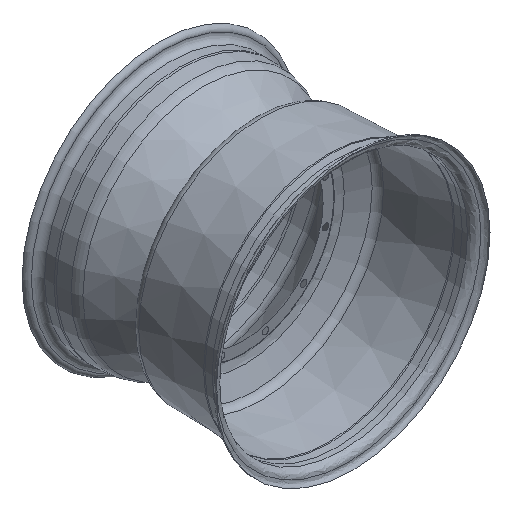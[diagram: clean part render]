
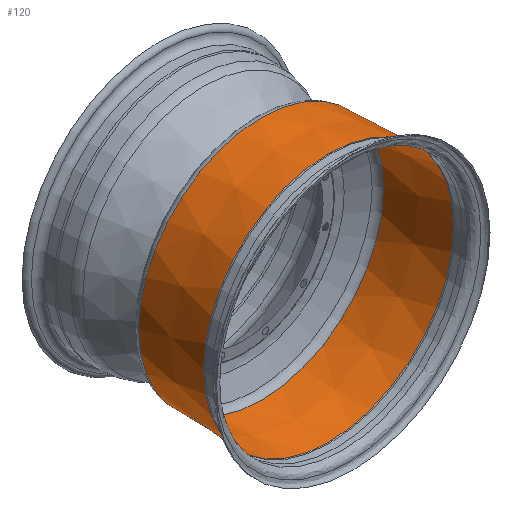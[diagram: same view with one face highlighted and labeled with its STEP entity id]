
A CAD part, isometric view. The second image highlights one B-rep face of the part: STEP entity #120.
In plain terms, the highlighted conical face has half-angle 2.2 degrees and reference radius 126.277 mm.
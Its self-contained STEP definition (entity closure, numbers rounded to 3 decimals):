
#47 = ORIENTED_EDGE ( 'NONE', *, *, #610, .T. ) ;
#50 = DIRECTION ( 'NONE',  ( 0., 0., -1. ) ) ;
#54 = AXIS2_PLACEMENT_3D ( 'NONE', #141, #244, #147 ) ;
#66 = CIRCLE ( 'NONE', #317, 126.277 ) ;
#120 = ADVANCED_FACE ( 'NONE', ( #606, #551 ), #498, .T. ) ;
#127 = EDGE_LOOP ( 'NONE', ( #518 ) ) ;
#141 = CARTESIAN_POINT ( 'NONE',  ( 0., -72.739, 0. ) ) ;
#147 = DIRECTION ( 'NONE',  ( 0., 0., -1. ) ) ;
#150 = DIRECTION ( 'NONE',  ( 0., -1., 0. ) ) ;
#184 = CARTESIAN_POINT ( 'NONE',  ( 0., -4.672, -123.662 ) ) ;
#244 = DIRECTION ( 'NONE',  ( 0., -1., 0. ) ) ;
#290 = CARTESIAN_POINT ( 'NONE',  ( 0., -4.672, 0. ) ) ;
#298 = EDGE_CURVE ( 'NONE', #597, #597, #66, .T. ) ;
#317 = AXIS2_PLACEMENT_3D ( 'NONE', #357, #150, #50 ) ;
#349 = CIRCLE ( 'NONE', #406, 123.662 ) ;
#357 = CARTESIAN_POINT ( 'NONE',  ( 0., -72.739, 0. ) ) ;
#386 = CARTESIAN_POINT ( 'NONE',  ( 0., -72.739, -126.277 ) ) ;
#406 = AXIS2_PLACEMENT_3D ( 'NONE', #290, #545, #536 ) ;
#424 = EDGE_LOOP ( 'NONE', ( #47 ) ) ;
#468 = VERTEX_POINT ( 'NONE', #184 ) ;
#498 = CONICAL_SURFACE ( 'NONE', #54, 126.277, 0.038 ) ;
#518 = ORIENTED_EDGE ( 'NONE', *, *, #298, .F. ) ;
#536 = DIRECTION ( 'NONE',  ( 0., 0., -1. ) ) ;
#545 = DIRECTION ( 'NONE',  ( 0., -1., 0. ) ) ;
#551 = FACE_OUTER_BOUND ( 'NONE', #127, .T. ) ;
#597 = VERTEX_POINT ( 'NONE', #386 ) ;
#606 = FACE_BOUND ( 'NONE', #424, .T. ) ;
#610 = EDGE_CURVE ( 'NONE', #468, #468, #349, .T. ) ;
